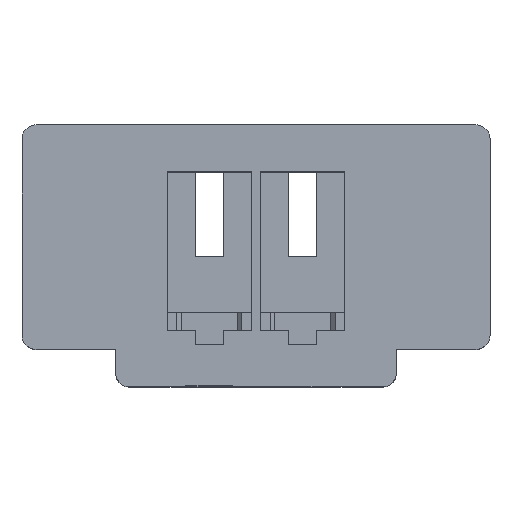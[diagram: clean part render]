
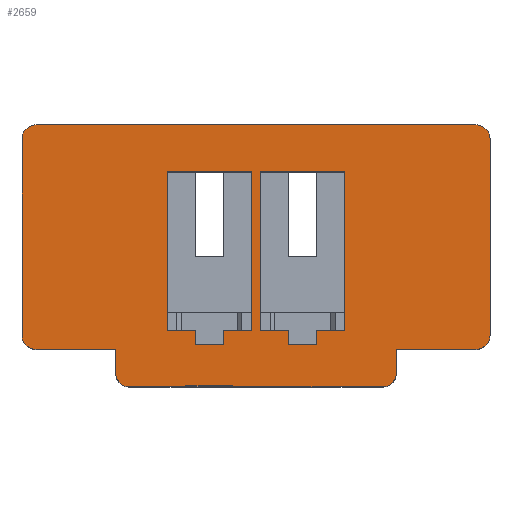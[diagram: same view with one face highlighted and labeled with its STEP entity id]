
A CAD part, top view. The second image highlights one B-rep face of the part: STEP entity #2659.
In plain terms, the highlighted planar face has unit normal (0, 0, 1).
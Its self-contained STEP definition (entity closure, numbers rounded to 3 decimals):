
#40=CIRCLE('',#2816,0.15);
#41=CIRCLE('',#2817,0.15);
#42=CIRCLE('',#2818,0.15);
#43=CIRCLE('',#2819,0.15);
#44=CIRCLE('',#2820,0.15);
#45=CIRCLE('',#2821,0.15);
#88=ORIENTED_EDGE('',*,*,#878,.T.);
#89=ORIENTED_EDGE('',*,*,#879,.T.);
#90=ORIENTED_EDGE('',*,*,#880,.T.);
#91=ORIENTED_EDGE('',*,*,#881,.T.);
#92=ORIENTED_EDGE('',*,*,#882,.T.);
#93=ORIENTED_EDGE('',*,*,#883,.T.);
#94=ORIENTED_EDGE('',*,*,#884,.T.);
#95=ORIENTED_EDGE('',*,*,#885,.T.);
#96=ORIENTED_EDGE('',*,*,#886,.T.);
#97=ORIENTED_EDGE('',*,*,#887,.T.);
#98=ORIENTED_EDGE('',*,*,#888,.T.);
#99=ORIENTED_EDGE('',*,*,#889,.T.);
#100=ORIENTED_EDGE('',*,*,#890,.T.);
#101=ORIENTED_EDGE('',*,*,#891,.T.);
#102=ORIENTED_EDGE('',*,*,#892,.T.);
#103=ORIENTED_EDGE('',*,*,#893,.T.);
#104=ORIENTED_EDGE('',*,*,#894,.F.);
#105=ORIENTED_EDGE('',*,*,#895,.F.);
#106=ORIENTED_EDGE('',*,*,#896,.T.);
#107=ORIENTED_EDGE('',*,*,#897,.T.);
#108=ORIENTED_EDGE('',*,*,#898,.F.);
#109=ORIENTED_EDGE('',*,*,#899,.T.);
#110=ORIENTED_EDGE('',*,*,#900,.F.);
#111=ORIENTED_EDGE('',*,*,#901,.F.);
#112=ORIENTED_EDGE('',*,*,#902,.T.);
#113=ORIENTED_EDGE('',*,*,#903,.F.);
#114=ORIENTED_EDGE('',*,*,#904,.T.);
#115=ORIENTED_EDGE('',*,*,#905,.T.);
#116=ORIENTED_EDGE('',*,*,#906,.T.);
#117=ORIENTED_EDGE('',*,*,#907,.F.);
#118=ORIENTED_EDGE('',*,*,#908,.T.);
#119=ORIENTED_EDGE('',*,*,#909,.T.);
#120=ORIENTED_EDGE('',*,*,#910,.F.);
#121=ORIENTED_EDGE('',*,*,#911,.T.);
#878=EDGE_CURVE('',#1273,#1274,#1525,.T.);
#879=EDGE_CURVE('',#1274,#1275,#1526,.T.);
#880=EDGE_CURVE('',#1275,#1276,#1527,.T.);
#881=EDGE_CURVE('',#1276,#1277,#1528,.T.);
#882=EDGE_CURVE('',#1277,#1278,#1529,.T.);
#883=EDGE_CURVE('',#1278,#1279,#1530,.T.);
#884=EDGE_CURVE('',#1279,#1280,#1531,.T.);
#885=EDGE_CURVE('',#1280,#1273,#1532,.T.);
#886=EDGE_CURVE('',#1281,#1282,#1533,.T.);
#887=EDGE_CURVE('',#1282,#1283,#1534,.T.);
#888=EDGE_CURVE('',#1283,#1284,#1535,.T.);
#889=EDGE_CURVE('',#1284,#1285,#1536,.T.);
#890=EDGE_CURVE('',#1285,#1286,#1537,.T.);
#891=EDGE_CURVE('',#1286,#1287,#1538,.T.);
#892=EDGE_CURVE('',#1287,#1288,#1539,.T.);
#893=EDGE_CURVE('',#1288,#1281,#1540,.T.);
#894=EDGE_CURVE('',#1289,#1290,#1541,.T.);
#895=EDGE_CURVE('',#1291,#1289,#1542,.T.);
#896=EDGE_CURVE('',#1291,#1292,#1543,.T.);
#897=EDGE_CURVE('',#1292,#1293,#1544,.T.);
#898=EDGE_CURVE('',#1294,#1293,#1545,.T.);
#899=EDGE_CURVE('',#1294,#1295,#40,.T.);
#900=EDGE_CURVE('',#1296,#1295,#1546,.T.);
#901=EDGE_CURVE('',#1297,#1296,#1547,.T.);
#902=EDGE_CURVE('',#1297,#1298,#41,.T.);
#903=EDGE_CURVE('',#1299,#1298,#1548,.T.);
#904=EDGE_CURVE('',#1299,#1300,#42,.T.);
#905=EDGE_CURVE('',#1300,#1301,#1549,.T.);
#906=EDGE_CURVE('',#1301,#1302,#43,.T.);
#907=EDGE_CURVE('',#1303,#1302,#1550,.T.);
#908=EDGE_CURVE('',#1303,#1304,#44,.T.);
#909=EDGE_CURVE('',#1304,#1305,#1551,.T.);
#910=EDGE_CURVE('',#1306,#1305,#1552,.T.);
#911=EDGE_CURVE('',#1306,#1290,#45,.T.);
#1273=VERTEX_POINT('',#3737);
#1274=VERTEX_POINT('',#3738);
#1275=VERTEX_POINT('',#3740);
#1276=VERTEX_POINT('',#3742);
#1277=VERTEX_POINT('',#3744);
#1278=VERTEX_POINT('',#3746);
#1279=VERTEX_POINT('',#3748);
#1280=VERTEX_POINT('',#3750);
#1281=VERTEX_POINT('',#3753);
#1282=VERTEX_POINT('',#3754);
#1283=VERTEX_POINT('',#3756);
#1284=VERTEX_POINT('',#3758);
#1285=VERTEX_POINT('',#3760);
#1286=VERTEX_POINT('',#3762);
#1287=VERTEX_POINT('',#3764);
#1288=VERTEX_POINT('',#3766);
#1289=VERTEX_POINT('',#3769);
#1290=VERTEX_POINT('',#3770);
#1291=VERTEX_POINT('',#3772);
#1292=VERTEX_POINT('',#3774);
#1293=VERTEX_POINT('',#3776);
#1294=VERTEX_POINT('',#3778);
#1295=VERTEX_POINT('',#3780);
#1296=VERTEX_POINT('',#3782);
#1297=VERTEX_POINT('',#3784);
#1298=VERTEX_POINT('',#3786);
#1299=VERTEX_POINT('',#3788);
#1300=VERTEX_POINT('',#3790);
#1301=VERTEX_POINT('',#3792);
#1302=VERTEX_POINT('',#3794);
#1303=VERTEX_POINT('',#3796);
#1304=VERTEX_POINT('',#3798);
#1305=VERTEX_POINT('',#3800);
#1306=VERTEX_POINT('',#3802);
#1525=LINE('',#3736,#1896);
#1526=LINE('',#3739,#1897);
#1527=LINE('',#3741,#1898);
#1528=LINE('',#3743,#1899);
#1529=LINE('',#3745,#1900);
#1530=LINE('',#3747,#1901);
#1531=LINE('',#3749,#1902);
#1532=LINE('',#3751,#1903);
#1533=LINE('',#3752,#1904);
#1534=LINE('',#3755,#1905);
#1535=LINE('',#3757,#1906);
#1536=LINE('',#3759,#1907);
#1537=LINE('',#3761,#1908);
#1538=LINE('',#3763,#1909);
#1539=LINE('',#3765,#1910);
#1540=LINE('',#3767,#1911);
#1541=LINE('',#3768,#1912);
#1542=LINE('',#3771,#1913);
#1543=LINE('',#3773,#1914);
#1544=LINE('',#3775,#1915);
#1545=LINE('',#3777,#1916);
#1546=LINE('',#3781,#1917);
#1547=LINE('',#3783,#1918);
#1548=LINE('',#3787,#1919);
#1549=LINE('',#3791,#1920);
#1550=LINE('',#3795,#1921);
#1551=LINE('',#3799,#1922);
#1552=LINE('',#3801,#1923);
#1896=VECTOR('',#3010,1000.);
#1897=VECTOR('',#3011,1000.);
#1898=VECTOR('',#3012,1000.);
#1899=VECTOR('',#3013,1000.);
#1900=VECTOR('',#3014,1000.);
#1901=VECTOR('',#3015,1000.);
#1902=VECTOR('',#3016,1000.);
#1903=VECTOR('',#3017,1000.);
#1904=VECTOR('',#3018,1000.);
#1905=VECTOR('',#3019,1000.);
#1906=VECTOR('',#3020,1000.);
#1907=VECTOR('',#3021,1000.);
#1908=VECTOR('',#3022,1000.);
#1909=VECTOR('',#3023,1000.);
#1910=VECTOR('',#3024,1000.);
#1911=VECTOR('',#3025,1000.);
#1912=VECTOR('',#3026,1000.);
#1913=VECTOR('',#3027,1000.);
#1914=VECTOR('',#3028,1000.);
#1915=VECTOR('',#3029,1000.);
#1916=VECTOR('',#3030,1000.);
#1917=VECTOR('',#3033,1000.);
#1918=VECTOR('',#3034,1000.);
#1919=VECTOR('',#3037,1000.);
#1920=VECTOR('',#3040,1000.);
#1921=VECTOR('',#3043,1000.);
#1922=VECTOR('',#3046,1000.);
#1923=VECTOR('',#3047,1000.);
#2244=EDGE_LOOP('',(#88,#89,#90,#91,#92,#93,#94,#95));
#2245=EDGE_LOOP('',(#96,#97,#98,#99,#100,#101,#102,#103));
#2246=EDGE_LOOP('',(#104,#105,#106,#107,#108,#109,#110,#111,#112,#113,#114,
#115,#116,#117,#118,#119,#120,#121));
#2389=FACE_BOUND('',#2244,.T.);
#2390=FACE_BOUND('',#2245,.T.);
#2391=FACE_BOUND('',#2246,.T.);
#2534=PLANE('',#2815);
#2659=ADVANCED_FACE('',(#2389,#2390,#2391),#2534,.T.);
#2815=AXIS2_PLACEMENT_3D('',#3735,#3008,#3009);
#2816=AXIS2_PLACEMENT_3D('',#3779,#3031,#3032);
#2817=AXIS2_PLACEMENT_3D('',#3785,#3035,#3036);
#2818=AXIS2_PLACEMENT_3D('',#3789,#3038,#3039);
#2819=AXIS2_PLACEMENT_3D('',#3793,#3041,#3042);
#2820=AXIS2_PLACEMENT_3D('',#3797,#3044,#3045);
#2821=AXIS2_PLACEMENT_3D('',#3803,#3048,#3049);
#3008=DIRECTION('',(0.,0.,1.));
#3009=DIRECTION('',(0.,-1.,0.));
#3010=DIRECTION('',(-1.,0.,0.));
#3011=DIRECTION('',(0.,1.,0.));
#3012=DIRECTION('',(1.,0.,0.));
#3013=DIRECTION('',(0.,-1.,0.));
#3014=DIRECTION('',(-1.,0.,0.));
#3015=DIRECTION('',(0.,-1.,0.));
#3016=DIRECTION('',(-1.,0.,0.));
#3017=DIRECTION('',(0.,1.,0.));
#3018=DIRECTION('',(-1.,0.,0.));
#3019=DIRECTION('',(0.,1.,0.));
#3020=DIRECTION('',(1.,0.,0.));
#3021=DIRECTION('',(0.,-1.,0.));
#3022=DIRECTION('',(-1.,0.,0.));
#3023=DIRECTION('',(0.,-1.,0.));
#3024=DIRECTION('',(-1.,0.,0.));
#3025=DIRECTION('',(0.,1.,0.));
#3026=DIRECTION('',(-1.,0.,0.));
#3027=DIRECTION('',(0.,-1.,0.));
#3028=DIRECTION('',(1.,0.,0.));
#3029=DIRECTION('',(0.,-1.,0.));
#3030=DIRECTION('',(-1.,0.,0.));
#3031=DIRECTION('',(0.,0.,1.));
#3032=DIRECTION('',(0.,-1.,0.));
#3033=DIRECTION('',(0.,-1.,0.));
#3034=DIRECTION('',(-1.,0.,0.));
#3035=DIRECTION('',(0.,0.,1.));
#3036=DIRECTION('',(0.,-1.,0.));
#3037=DIRECTION('',(0.,-1.,0.));
#3038=DIRECTION('',(0.,0.,1.));
#3039=DIRECTION('',(0.,-1.,0.));
#3040=DIRECTION('',(-1.,0.,0.));
#3041=DIRECTION('',(0.,0.,1.));
#3042=DIRECTION('',(0.,-1.,0.));
#3043=DIRECTION('',(0.,1.,0.));
#3044=DIRECTION('',(0.,0.,1.));
#3045=DIRECTION('',(0.,-1.,0.));
#3046=DIRECTION('',(1.,0.,0.));
#3047=DIRECTION('',(0.,1.,0.));
#3048=DIRECTION('',(0.,0.,1.));
#3049=DIRECTION('',(0.,-1.,0.));
#3735=CARTESIAN_POINT('',(1.2,-1.4,2.5));
#3736=CARTESIAN_POINT('',(0.35,-0.8,2.5));
#3737=CARTESIAN_POINT('',(0.35,-0.8,2.5));
#3738=CARTESIAN_POINT('',(0.05,-0.8,2.5));
#3739=CARTESIAN_POINT('',(0.05,-0.8,2.5));
#3740=CARTESIAN_POINT('',(0.05,0.9,2.5));
#3741=CARTESIAN_POINT('',(0.05,0.9,2.5));
#3742=CARTESIAN_POINT('',(0.95,0.9,2.5));
#3743=CARTESIAN_POINT('',(0.95,0.9,2.5));
#3744=CARTESIAN_POINT('',(0.95,-0.8,2.5));
#3745=CARTESIAN_POINT('',(0.95,-0.8,2.5));
#3746=CARTESIAN_POINT('',(0.65,-0.8,2.5));
#3747=CARTESIAN_POINT('',(0.65,-0.8,2.5));
#3748=CARTESIAN_POINT('',(0.65,-0.95,2.5));
#3749=CARTESIAN_POINT('',(0.65,-0.95,2.5));
#3750=CARTESIAN_POINT('',(0.35,-0.95,2.5));
#3751=CARTESIAN_POINT('',(0.35,-0.95,2.5));
#3752=CARTESIAN_POINT('',(-0.65,-0.8,2.5));
#3753=CARTESIAN_POINT('',(-0.65,-0.8,2.5));
#3754=CARTESIAN_POINT('',(-0.95,-0.8,2.5));
#3755=CARTESIAN_POINT('',(-0.95,-0.8,2.5));
#3756=CARTESIAN_POINT('',(-0.95,0.9,2.5));
#3757=CARTESIAN_POINT('',(-0.95,0.9,2.5));
#3758=CARTESIAN_POINT('',(-0.05,0.9,2.5));
#3759=CARTESIAN_POINT('',(-0.05,0.9,2.5));
#3760=CARTESIAN_POINT('',(-0.05,-0.8,2.5));
#3761=CARTESIAN_POINT('',(-0.05,-0.8,2.5));
#3762=CARTESIAN_POINT('',(-0.35,-0.8,2.5));
#3763=CARTESIAN_POINT('',(-0.35,-0.8,2.5));
#3764=CARTESIAN_POINT('',(-0.35,-0.95,2.5));
#3765=CARTESIAN_POINT('',(-0.35,-0.95,2.5));
#3766=CARTESIAN_POINT('',(-0.65,-0.95,2.5));
#3767=CARTESIAN_POINT('',(-0.65,-0.95,2.5));
#3768=CARTESIAN_POINT('',(1.2,-1.4,2.5));
#3769=CARTESIAN_POINT('',(-0.75,-1.4,2.5));
#3770=CARTESIAN_POINT('',(-1.35,-1.4,2.5));
#3771=CARTESIAN_POINT('',(-0.75,-1.39,2.5));
#3772=CARTESIAN_POINT('',(-0.75,-1.39,2.5));
#3773=CARTESIAN_POINT('',(-0.75,-1.39,2.5));
#3774=CARTESIAN_POINT('',(-0.25,-1.39,2.5));
#3775=CARTESIAN_POINT('',(-0.25,-1.39,2.5));
#3776=CARTESIAN_POINT('',(-0.25,-1.4,2.5));
#3777=CARTESIAN_POINT('',(1.2,-1.4,2.5));
#3778=CARTESIAN_POINT('',(1.35,-1.4,2.5));
#3779=CARTESIAN_POINT('',(1.35,-1.25,2.5));
#3780=CARTESIAN_POINT('',(1.5,-1.25,2.5));
#3781=CARTESIAN_POINT('',(1.5,-1.,2.5));
#3782=CARTESIAN_POINT('',(1.5,-1.,2.5));
#3783=CARTESIAN_POINT('',(2.5,-1.,2.5));
#3784=CARTESIAN_POINT('',(2.35,-1.,2.5));
#3785=CARTESIAN_POINT('',(2.35,-0.85,2.5));
#3786=CARTESIAN_POINT('',(2.5,-0.85,2.5));
#3787=CARTESIAN_POINT('',(2.5,1.4,2.5));
#3788=CARTESIAN_POINT('',(2.5,1.25,2.5));
#3789=CARTESIAN_POINT('',(2.35,1.25,2.5));
#3790=CARTESIAN_POINT('',(2.35,1.4,2.5));
#3791=CARTESIAN_POINT('',(1.2,1.4,2.5));
#3792=CARTESIAN_POINT('',(-2.35,1.4,2.5));
#3793=CARTESIAN_POINT('',(-2.35,1.25,2.5));
#3794=CARTESIAN_POINT('',(-2.5,1.25,2.5));
#3795=CARTESIAN_POINT('',(-2.5,-1.,2.5));
#3796=CARTESIAN_POINT('',(-2.5,-0.85,2.5));
#3797=CARTESIAN_POINT('',(-2.35,-0.85,2.5));
#3798=CARTESIAN_POINT('',(-2.35,-1.,2.5));
#3799=CARTESIAN_POINT('',(-2.5,-1.,2.5));
#3800=CARTESIAN_POINT('',(-1.5,-1.,2.5));
#3801=CARTESIAN_POINT('',(-1.5,-1.4,2.5));
#3802=CARTESIAN_POINT('',(-1.5,-1.25,2.5));
#3803=CARTESIAN_POINT('',(-1.35,-1.25,2.5));
